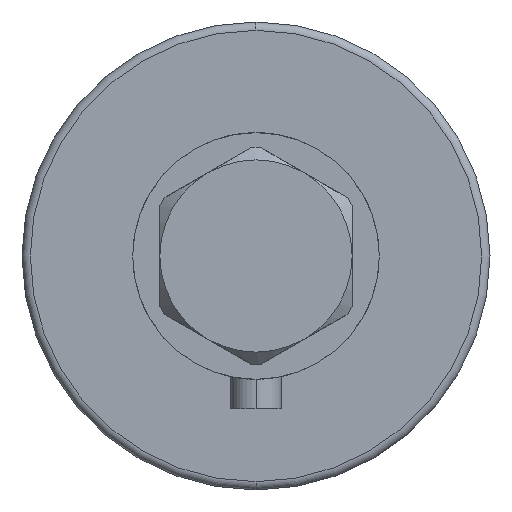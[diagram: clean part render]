
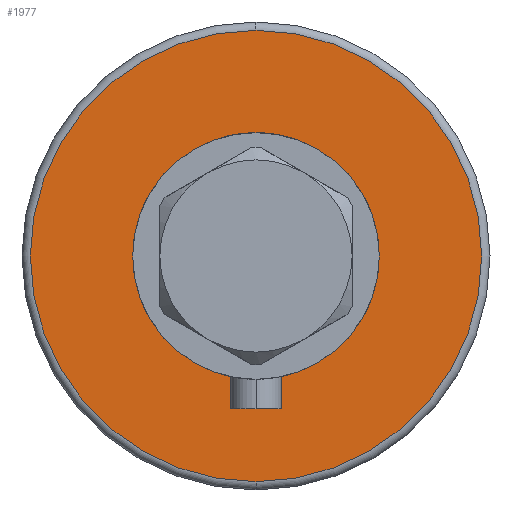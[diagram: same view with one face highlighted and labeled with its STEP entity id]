
A CAD part, left-side view. The second image highlights one B-rep face of the part: STEP entity #1977.
In plain terms, the highlighted face is planar.
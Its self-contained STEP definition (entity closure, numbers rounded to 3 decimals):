
#59 = VERTEX_POINT ( 'NONE', #1243 ) ;
#121 = CARTESIAN_POINT ( 'NONE',  ( 24., 0., 0. ) ) ;
#535 = PLANE ( 'NONE',  #1226 ) ;
#872 = DIRECTION ( 'NONE',  ( 1., 0., 0. ) ) ;
#912 = EDGE_CURVE ( 'NONE', #3219, #59, #2557, .T. ) ;
#1017 = CARTESIAN_POINT ( 'NONE',  ( 0., 0., 0. ) ) ;
#1226 = AXIS2_PLACEMENT_3D ( 'NONE', #3444, #4638, #872 ) ;
#1243 = CARTESIAN_POINT ( 'NONE',  ( -24., 0., 0. ) ) ;
#1356 = VERTEX_POINT ( 'NONE', #1389 ) ;
#1389 = CARTESIAN_POINT ( 'NONE',  ( 54., 0., 0. ) ) ;
#1391 = CIRCLE ( 'NONE', #3729, 24. ) ;
#1531 = EDGE_LOOP ( 'NONE', ( #3374, #4680 ) ) ;
#1593 = FACE_BOUND ( 'NONE', #2021, .T. ) ;
#1669 = DIRECTION ( 'NONE',  ( 1., 0., 0. ) ) ;
#1750 = CARTESIAN_POINT ( 'NONE',  ( 0., 0., 0. ) ) ;
#1883 = VERTEX_POINT ( 'NONE', #4670 ) ;
#1977 = ADVANCED_FACE ( 'NONE', ( #3841, #1593 ), #535, .F. ) ;
#2021 = EDGE_LOOP ( 'NONE', ( #4036, #2190 ) ) ;
#2190 = ORIENTED_EDGE ( 'NONE', *, *, #3693, .T. ) ;
#2241 = DIRECTION ( 'NONE',  ( 1., 0., 0. ) ) ;
#2243 = AXIS2_PLACEMENT_3D ( 'NONE', #1017, #2520, #4020 ) ;
#2491 = CIRCLE ( 'NONE', #2243, 54. ) ;
#2520 = DIRECTION ( 'NONE',  ( 0., 0., -1. ) ) ;
#2557 = CIRCLE ( 'NONE', #4045, 24. ) ;
#3218 = DIRECTION ( 'NONE',  ( 0., 0., 1. ) ) ;
#3219 = VERTEX_POINT ( 'NONE', #121 ) ;
#3371 = CARTESIAN_POINT ( 'NONE',  ( 0., 0., 0. ) ) ;
#3374 = ORIENTED_EDGE ( 'NONE', *, *, #4538, .T. ) ;
#3415 = AXIS2_PLACEMENT_3D ( 'NONE', #3371, #4526, #3786 ) ;
#3444 = CARTESIAN_POINT ( 'NONE',  ( 0., 0., 0. ) ) ;
#3693 = EDGE_CURVE ( 'NONE', #59, #3219, #1391, .T. ) ;
#3729 = AXIS2_PLACEMENT_3D ( 'NONE', #1750, #3218, #1669 ) ;
#3786 = DIRECTION ( 'NONE',  ( 1., 0., 0. ) ) ;
#3832 = CARTESIAN_POINT ( 'NONE',  ( 0., 0., 0. ) ) ;
#3841 = FACE_OUTER_BOUND ( 'NONE', #1531, .T. ) ;
#3890 = CIRCLE ( 'NONE', #3415, 54. ) ;
#4020 = DIRECTION ( 'NONE',  ( 1., 0., 0. ) ) ;
#4036 = ORIENTED_EDGE ( 'NONE', *, *, #912, .T. ) ;
#4045 = AXIS2_PLACEMENT_3D ( 'NONE', #3832, #4558, #2241 ) ;
#4400 = EDGE_CURVE ( 'NONE', #1883, #1356, #2491, .T. ) ;
#4526 = DIRECTION ( 'NONE',  ( 0., 0., -1. ) ) ;
#4538 = EDGE_CURVE ( 'NONE', #1356, #1883, #3890, .T. ) ;
#4558 = DIRECTION ( 'NONE',  ( 0., 0., 1. ) ) ;
#4638 = DIRECTION ( 'NONE',  ( 0., 0., 1. ) ) ;
#4670 = CARTESIAN_POINT ( 'NONE',  ( -54., 0., 0. ) ) ;
#4680 = ORIENTED_EDGE ( 'NONE', *, *, #4400, .T. ) ;
